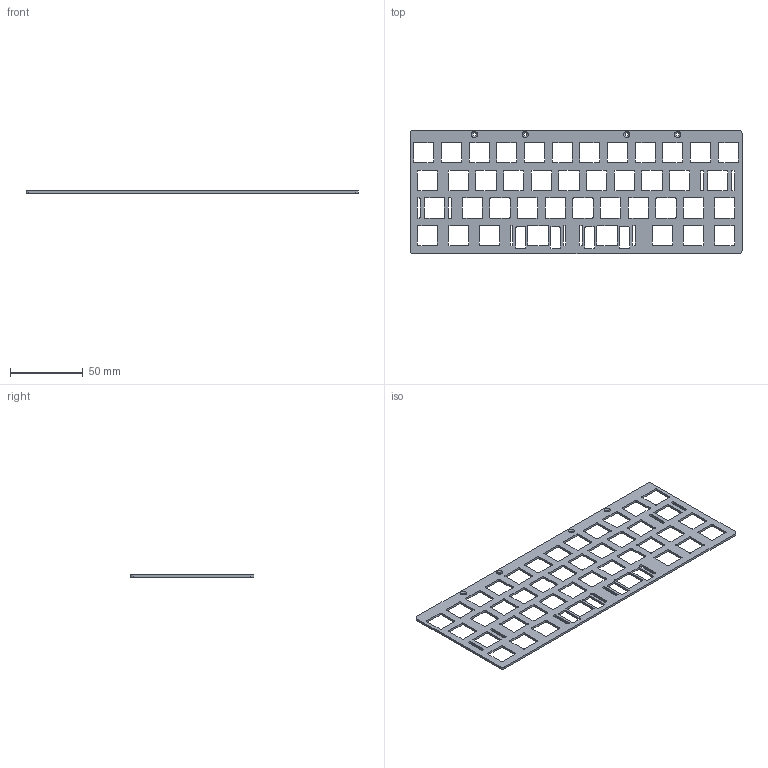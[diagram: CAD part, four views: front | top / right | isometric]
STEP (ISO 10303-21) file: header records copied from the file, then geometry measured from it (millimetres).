
FILE_DESCRIPTION(('FreeCAD Model'),'2;1');
FILE_NAME('Open CASCADE Shape Model','2023-09-20T20:03:31',(''),(''), 'Open CASCADE STEP processor 7.6','FreeCAD','Unknown');
FILE_SCHEMA(('AUTOMOTIVE_DESIGN { 1 0 10303 214 1 1 1 1 }'));
Length unit declared in the file: millimetre
Products named in the file (1): plate
Bounding box: 228.6 x 85.2 x 1.5 mm (x, y, z)
Volume: 15869 mm3; surface area: 26257.4 mm2
Topology: 1 solids, 1 shells, 450 faces, 1340 edges, 892 vertices
Faces by surface type: cylinder 224, plane 222, cone 4
Full cylindrical faces by diameter (mm): 2.4 x4
Entity records: 32922 total; most frequent: CARTESIAN_POINT 5411, DIRECTION 5366, LINE 3120, VECTOR 3120, ORIENTED_EDGE 2680, PCURVE 2680, DEFINITIONAL_REPRESENTATION 2680, EDGE_CURVE 1340
